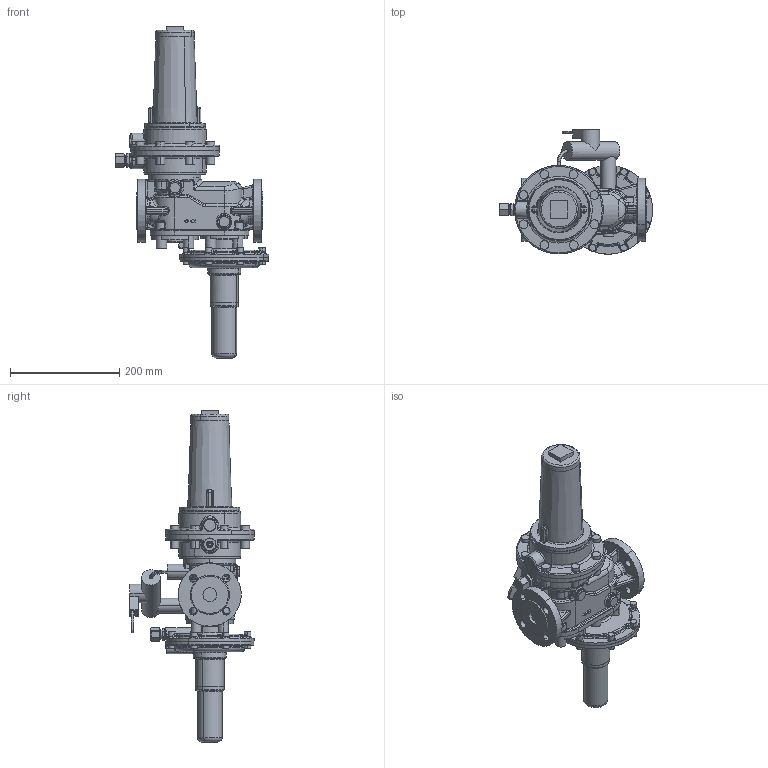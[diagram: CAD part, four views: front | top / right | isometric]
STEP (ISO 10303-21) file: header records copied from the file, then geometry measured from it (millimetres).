
FILE_DESCRIPTION(('CATIA V5 STEP'),'2;1');
FILE_NAME('RS 250 DN 025-160.stp','2010-12-23T12:42:02+00:00',('none'),('none'),'CATIA Version 5 Release 19 SP 8 (IN-10)','CATIA V5 STEP AP214','none');
FILE_SCHEMA(('AUTOMOTIVE_DESIGN { 1 0 10303 214 1 1 1 1 }'));
Length unit declared in the file: millimetre
Products named in the file (1): 870800_AllCATPart
Bounding box: 279.8 x 227 x 606.56 mm (x, y, z)
Volume: 4771166.2 mm3; surface area: 381177.6 mm2
Topology: 1 solids, 23 shells, 1910 faces, 4658 edges, 2722 vertices
Faces by surface type: cylinder 643, torus 395, bspline 345, plane 330, cone 102, revolution 48, sphere 47
Entity records: 81051 total; most frequent: CARTESIAN_POINT 42835, ORIENTED_EDGE 9072, DIRECTION 5473, EDGE_CURVE 4536, AXIS2_PLACEMENT_3D 3123, VERTEX_POINT 2722, EDGE_LOOP 1990, CIRCLE 1928
